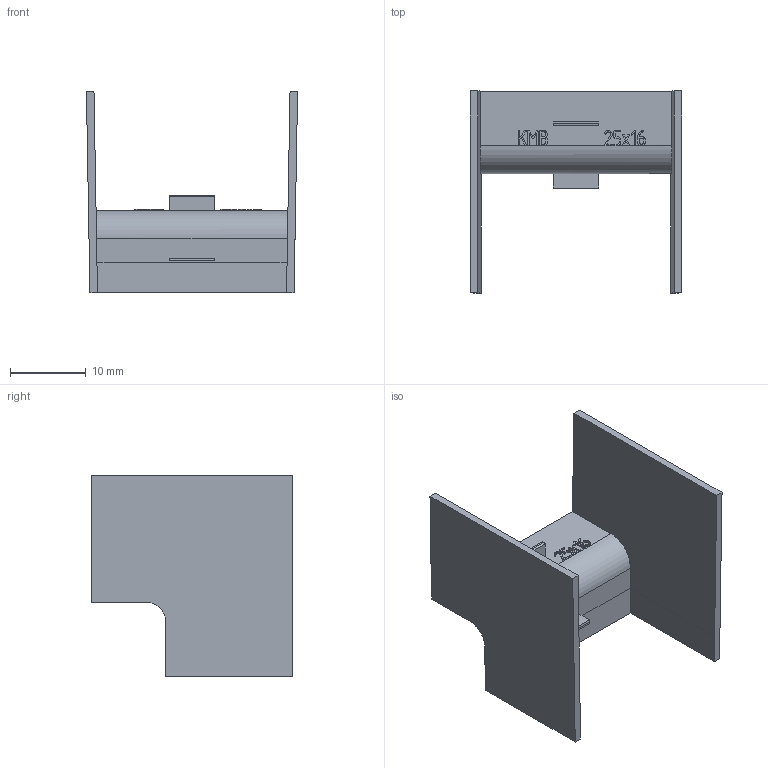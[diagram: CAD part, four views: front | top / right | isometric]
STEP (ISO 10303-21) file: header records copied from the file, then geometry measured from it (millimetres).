
FILE_DESCRIPTION (( 'STEP AP214' ), '1' );
FILE_NAME ('ÊÌÂ 25õ16_èçì.1.STEP', '2016-06-20T08:39:37', ( '' ), ( '' ), 'SwSTEP 2.0', 'SolidWorks 2014', '' );
FILE_SCHEMA (( 'AUTOMOTIVE_DESIGN' ));
Length unit declared in the file: millimetre
Products named in the file (1): ÊÌÂ 25õ16_èçì.1
Bounding box: 27.93 x 26.7 x 26.7 mm (x, y, z)
Volume: 1735.2 mm3; surface area: 3746.3 mm2
Topology: 1 solids, 1 shells, 270 faces, 760 edges, 506 vertices
Faces by surface type: plane 163, bspline 98, cylinder 9
Entity records: 11267 total; most frequent: CARTESIAN_POINT 4960, ORIENTED_EDGE 1520, DIRECTION 903, EDGE_CURVE 760, VECTOR 537, LINE 537, VERTEX_POINT 506, EDGE_LOOP 284
